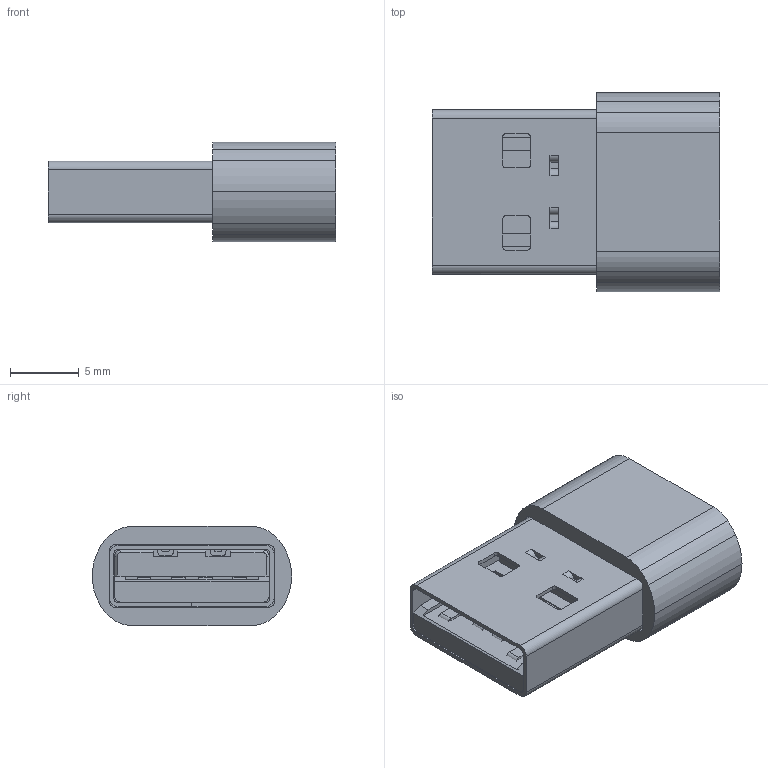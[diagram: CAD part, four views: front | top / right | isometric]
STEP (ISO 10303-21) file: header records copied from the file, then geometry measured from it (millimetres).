
FILE_DESCRIPTION (( 'STEP AP214' ), '1' );
FILE_NAME ('LU2AMCF_3D.step', '2024-10-10T21:23:33', ( '' ), ( '' ), 'SwSTEP 2.0', 'SolidWorks 2022', '' );
FILE_SCHEMA (( 'AUTOMOTIVE_DESIGN' ));
Length unit declared in the file: inch
Products named in the file (54): __MD____1_ASM^2_MD____ASM_____TYPE_CF_24P_0_8_L_6_8_ASM_ASM_164-189-U2AMCF- USB 2.0 AM TO TYPE CF转接头超短款(2)_LU2AMCF; ____2-44817^12P____-1_ASM___MD____1_ASM_2_MD____ASM_____TYPE_CF_24P_0_8_L_6_8_ASM_ASM_164-189-U2AMCF- USB 2.0 AM TO TYPE CF转接头超短款(2)_LU2AMCF; MANIFOLD_SOLID_BREP_8163_AF0^CONN_3_ASM_ASM0001_ASM_3_ASM_164-189-U2AMCF- USB 2.0 AM TO TYPE CF转接头超短款(2)_LU2AMCF; ____TYPE_CF_24P_0_8_L_6_8_ASM_ASM^164-189-U2AMCF- USB 2.0 AM TO TYPE CF转接头超短款(2)_LU2AMCF; ____10-24864^12P____-1_ASM___MD____1_ASM_2_MD____ASM_____TYPE_CF_24P_0_8_L_6_8_ASM_ASM_164-189-U2AMCF- USB 2.0 AM TO TYPE CF转接头超短款(2)_LU2AMCF; ____4-38287^12P____-1_ASM___MD____1_ASM_2_MD____ASM_____TYPE_CF_24P_0_8_L_6_8_ASM_ASM_164-189-U2AMCF- USB 2.0 AM TO TYPE CF转接头超短款(2)_LU2AMCF; ____2-22529^12P_____ASM___MD____ASM_2_MD____ASM_____TYPE_CF_24P_0_8_L_6_8_ASM_ASM_164-189-U2AMCF- USB 2.0 AM TO TYPE CF转接头超短款(2)_LU2AMCF; PCB2^164-189-U2AMCF- USB 2.0 AM TO TYPE CF转接头超短款(2)_LU2AMCF; ____11-61456^12P_____ASM___MD____ASM_2_MD____ASM_____TYPE_CF_24P_0_8_L_6_8_ASM_ASM_164-189-U2AMCF- USB 2.0 AM TO TYPE CF转接头超短款(2)_LU2AMCF; ____9-51283^12P____-1_ASM___MD____1_ASM_2_MD____ASM_____TYPE_CF_24P_0_8_L_6_8_ASM_ASM_164-189-U2AMCF- USB 2.0 AM TO TYPE CF转接头超短款(2)_LU2AMCF; WZ^164-189-U2AMCF- USB 2.0 AM TO TYPE CF转接头超短款(2)_LU2AMCF; DZ^164-189-U2AMCF- USB 2.0 AM TO TYPE CF转接头超短款(2)_LU2AMCF; MANIFOLD_SOLID_BREP_6430_AF0^CONN_3_ASM_ASM0001_ASM_3_ASM_164-189-U2AMCF- USB 2.0 AM TO TYPE CF转接头超短款(2)_LU2AMCF; LVKE3^164-189-U2AMCF- USB 2.0 AM TO TYPE CF转接头超短款(2)_LU2AMCF; ____5-9150^12P_____ASM___MD____ASM_2_MD____ASM_____TYPE_CF_24P_0_8_L_6_8_ASM_ASM_164-189-U2AMCF- USB 2.0 AM TO TYPE CF转接头超短款(2)_LU2AMCF; ____8-56843^12P_____ASM___MD____ASM_2_MD____ASM_____TYPE_CF_24P_0_8_L_6_8_ASM_ASM_164-189-U2AMCF- USB 2.0 AM TO TYPE CF转接头超短款(2)_LU2AMCF; __MD__^__MD____ASM_2_MD____ASM_____TYPE_CF_24P_0_8_L_6_8_ASM_ASM_164-189-U2AMCF- USB 2.0 AM TO TYPE CF转接头超短款(2)_LU2AMCF; ____6-30419^12P_____ASM___MD____ASM_2_MD____ASM_____TYPE_CF_24P_0_8_L_6_8_ASM_ASM_164-189-U2AMCF- USB 2.0 AM TO TYPE CF转接头超短款(2)_LU2AMCF; ZSJ^164-189-U2AMCF- USB 2.0 AM TO TYPE CF转接头超短款(2)_LU2AMCF; ____7-70275^12P____-1_ASM___MD____1_ASM_2_MD____ASM_____TYPE_CF_24P_0_8_L_6_8_ASM_ASM_164-189-U2AMCF- USB 2.0 AM TO TYPE CF转接头超短款(2)_LU2AMCF; 164-189-U2AMCF- USB 2.0 AM TO TYPE CF转接头超短款(2)^LU2AMCF; MANIFOLD_SOLID_BREP_9896_AF0^CONN_3_ASM_ASM0001_ASM_3_ASM_164-189-U2AMCF- USB 2.0 AM TO TYPE CF转接头超短款(2)_LU2AMCF; CHANG4_34_13_6^ASM0001_ASM_3_ASM_164-189-U2AMCF- USB 2.0 AM TO TYPE CF转接头超短款(2)_LU2AMCF; __MD____ASM^2_MD____ASM_____TYPE_CF_24P_0_8_L_6_8_ASM_ASM_164-189-U2AMCF- USB 2.0 AM TO TYPE CF转接头超短款(2)_LU2AMCF; ____5-3578^12P____-1_ASM___MD____1_ASM_2_MD____ASM_____TYPE_CF_24P_0_8_L_6_8_ASM_ASM_164-189-U2AMCF- USB 2.0 AM TO TYPE CF转接头超短款(2)_LU2AMCF; MANIFOLD_SOLID_BREP_11823_AF0^CONN_3_ASM_ASM0001_ASM_3_ASM_164-189-U2AMCF- USB 2.0 AM TO TYPE CF转接头超短款(2)_LU2AMCF; ____1-17948^12P____-1_ASM___MD____1_ASM_2_MD____ASM_____TYPE_CF_24P_0_8_L_6_8_ASM_ASM_164-189-U2AMCF- USB 2.0 AM TO TYPE CF转接头超短款(2)_LU2AMCF; ____12-73461^12P____-1_ASM___MD____1_ASM_2_MD____ASM_____TYPE_CF_24P_0_8_L_6_8_ASM_ASM_164-189-U2AMCF- USB 2.0 AM TO TYPE CF转接头超短款(2)_LU2AMCF; ____7-49011^12P_____ASM___MD____ASM_2_MD____ASM_____TYPE_CF_24P_0_8_L_6_8_ASM_ASM_164-189-U2AMCF- USB 2.0 AM TO TYPE CF转接头超短款(2)_LU2AMCF; LU2AMCF_3D; AMKE_11_2^ASM0001_ASM_3_ASM_164-189-U2AMCF- USB 2.0 AM TO TYPE CF转接头超短款(2)_LU2AMCF; ____2-5879^2__MOLDING_ASM_2_MD____ASM_____TYPE_CF_24P_0_8_L_6_8_ASM_ASM_164-189-U2AMCF- USB 2.0 AM TO TYPE CF转接头超短款(2)_LU2AMCF; ASM0001_ASM_3_ASM^164-189-U2AMCF- USB 2.0 AM TO TYPE CF转接头超短款(2)_LU2AMCF; ____10-37815^12P_____ASM___MD____ASM_2_MD____ASM_____TYPE_CF_24P_0_8_L_6_8_ASM_ASM_164-189-U2AMCF- USB 2.0 AM TO TYPE CF转接头超短款(2)_LU2AMCF; ____3-54038^12P_____ASM___MD____ASM_2_MD____ASM_____TYPE_CF_24P_0_8_L_6_8_ASM_ASM_164-189-U2AMCF- USB 2.0 AM TO TYPE CF转接头超短款(2)_LU2AMCF; 12P____-1_ASM^__MD____1_ASM_2_MD____ASM_____TYPE_CF_24P_0_8_L_6_8_ASM_ASM_164-189-U2AMCF- USB 2.0 AM TO TYPE CF转接头超短款(2)_LU2AMCF; __^____TYPE_CF_24P_0_8_L_6_8_ASM_ASM_164-189-U2AMCF- USB 2.0 AM TO TYPE CF转接头超短款(2)_LU2AMCF; ____6-43437^12P____-1_ASM___MD____1_ASM_2_MD____ASM_____TYPE_CF_24P_0_8_L_6_8_ASM_ASM_164-189-U2AMCF- USB 2.0 AM TO TYPE CF转接头超短款(2)_LU2AMCF; 2_MD____ASM^____TYPE_CF_24P_0_8_L_6_8_ASM_ASM_164-189-U2AMCF- USB 2.0 AM TO TYPE CF转接头超短款(2)_LU2AMCF; __MD__-1^__MD____1_ASM_2_MD____ASM_____TYPE_CF_24P_0_8_L_6_8_ASM_ASM_164-189-U2AMCF- USB 2.0 AM TO TYPE CF转接头超短款(2)_LU2AMCF ...
Assembly tree (54 placements, depth 7):
  LU2AMCF_3D
    164-189-U2AMCF- USB 2.0 AM TO TYPE CF转接头超短款(2)^LU2AMCF
      ASM0001_ASM_3_ASM^164-189-U2AMCF- USB 2.0 AM TO TYPE CF转接头超短款(2)_LU2AMCF
        CONN_3_ASM^ASM0001_ASM_3_ASM_164-189-U2AMCF- USB 2.0 AM TO TYPE CF转接头超短款(2)_LU2AMCF
          MANIFOLD_SOLID_BREP_6430_AF0^CONN_3_ASM_ASM0001_ASM_3_ASM_164-189-U2AMCF- USB 2.0 AM TO TYPE CF转接头超短款(2)_LU2AMCF
          MANIFOLD_SOLID_BREP_8163_AF0^CONN_3_ASM_ASM0001_ASM_3_ASM_164-189-U2AMCF- USB 2.0 AM TO TYPE CF转接头超短款(2)_LU2AMCF
          MANIFOLD_SOLID_BREP_9896_AF0^CONN_3_ASM_ASM0001_ASM_3_ASM_164-189-U2AMCF- USB 2.0 AM TO TYPE CF转接头超短款(2)_LU2AMCF
          MANIFOLD_SOLID_BREP_11823_AF0^CONN_3_ASM_ASM0001_ASM_3_ASM_164-189-U2AMCF- USB 2.0 AM TO TYPE CF转接头超短款(2)_LU2AMCF
        CHANG4_34_13_6^ASM0001_ASM_3_ASM_164-189-U2AMCF- USB 2.0 AM TO TYPE CF转接头超短款(2)_LU2AMCF
        AMKE_11_2^ASM0001_ASM_3_ASM_164-189-U2AMCF- USB 2.0 AM TO TYPE CF转接头超短款(2)_LU2AMCF
      ____TYPE_CF_24P_0_8_L_6_8_ASM_ASM^164-189-U2AMCF- USB 2.0 AM TO TYPE CF转接头超短款(2)_LU2AMCF
        2_MD____ASM^____TYPE_CF_24P_0_8_L_6_8_ASM_ASM_164-189-U2AMCF- USB 2.0 AM TO TYPE CF转接头超短款(2)_LU2AMCF
          __MD____ASM^2_MD____ASM_____TYPE_CF_24P_0_8_L_6_8_ASM_ASM_164-189-U2AMCF- USB 2.0 AM TO TYPE CF转接头超短款(2)_LU2AMCF
            12P_____ASM^__MD____ASM_2_MD____ASM_____TYPE_CF_24P_0_8_L_6_8_ASM_ASM_164-189-U2AMCF- USB 2.0 AM TO TYPE CF转接头超短款(2)_LU2AMCF
              ____9-3151^12P_____ASM___MD____ASM_2_MD____ASM_____TYPE_CF_24P_0_8_L_6_8_ASM_ASM_164-189-U2AMCF- USB 2.0 AM TO TYPE CF转接头超短款(2)_LU2AMCF
              ____5-9150^12P_____ASM___MD____ASM_2_MD____ASM_____TYPE_CF_24P_0_8_L_6_8_ASM_ASM_164-189-U2AMCF- USB 2.0 AM TO TYPE CF转接头超短款(2)_LU2AMCF
              ____4-17011^12P_____ASM___MD____ASM_2_MD____ASM_____TYPE_CF_24P_0_8_L_6_8_ASM_ASM_164-189-U2AMCF- USB 2.0 AM TO TYPE CF转接头超短款(2)_LU2AMCF
              ____2-22529^12P_____ASM___MD____ASM_2_MD____ASM_____TYPE_CF_24P_0_8_L_6_8_ASM_ASM_164-189-U2AMCF- USB 2.0 AM TO TYPE CF转接头超短款(2)_LU2AMCF
              ____6-30419^12P_____ASM___MD____ASM_2_MD____ASM_____TYPE_CF_24P_0_8_L_6_8_ASM_ASM_164-189-U2AMCF- USB 2.0 AM TO TYPE CF转接头超短款(2)_LU2AMCF
              ____10-37815^12P_____ASM___MD____ASM_2_MD____ASM_____TYPE_CF_24P_0_8_L_6_8_ASM_ASM_164-189-U2AMCF- USB 2.0 AM TO TYPE CF转接头超短款(2)_LU2AMCF
              ____12-38716^12P_____ASM___MD____ASM_2_MD____ASM_____TYPE_CF_24P_0_8_L_6_8_ASM_ASM_164-189-U2AMCF- USB 2.0 AM TO TYPE CF转接头超短款(2)_LU2AMCF
              ____1-46183^12P_____ASM___MD____ASM_2_MD____ASM_____TYPE_CF_24P_0_8_L_6_8_ASM_ASM_164-189-U2AMCF- USB 2.0 AM TO TYPE CF转接头超短款(2)_LU2AMCF
              ____7-49011^12P_____ASM___MD____ASM_2_MD____ASM_____TYPE_CF_24P_0_8_L_6_8_ASM_ASM_164-189-U2AMCF- USB 2.0 AM TO TYPE CF转接头超短款(2)_LU2AMCF
              ____3-54038^12P_____ASM___MD____ASM_2_MD____ASM_____TYPE_CF_24P_0_8_L_6_8_ASM_ASM_164-189-U2AMCF- USB 2.0 AM TO TYPE CF转接头超短款(2)_LU2AMCF
              ____8-56843^12P_____ASM___MD____ASM_2_MD____ASM_____TYPE_CF_24P_0_8_L_6_8_ASM_ASM_164-189-U2AMCF- USB 2.0 AM TO TYPE CF转接头超短款(2)_LU2AMCF
              ____11-61456^12P_____ASM___MD____ASM_2_MD____ASM_____TYPE_CF_24P_0_8_L_6_8_ASM_ASM_164-189-U2AMCF- USB 2.0 AM TO TYPE CF转接头超短款(2)_LU2AMCF
            __MD__^__MD____ASM_2_MD____ASM_____TYPE_CF_24P_0_8_L_6_8_ASM_ASM_164-189-U2AMCF- USB 2.0 AM TO TYPE CF转接头超短款(2)_LU2AMCF
          2__MOLDING_ASM^2_MD____ASM_____TYPE_CF_24P_0_8_L_6_8_ASM_ASM_164-189-U2AMCF- USB 2.0 AM TO TYPE CF转接头超短款(2)_LU2AMCF
            ____2-5879^2__MOLDING_ASM_2_MD____ASM_____TYPE_CF_24P_0_8_L_6_8_ASM_ASM_164-189-U2AMCF- USB 2.0 AM TO TYPE CF转接头超短款(2)_LU2AMCF
            ____1-67900^2__MOLDING_ASM_2_MD____ASM_____TYPE_CF_24P_0_8_L_6_8_ASM_ASM_164-189-U2AMCF- USB 2.0 AM TO TYPE CF转接头超短款(2)_LU2AMCF
          __MD____1_ASM^2_MD____ASM_____TYPE_CF_24P_0_8_L_6_8_ASM_ASM_164-189-U2AMCF- USB 2.0 AM TO TYPE CF转接头超短款(2)_LU2AMCF
            12P____-1_ASM^__MD____1_ASM_2_MD____ASM_____TYPE_CF_24P_0_8_L_6_8_ASM_ASM_164-189-U2AMCF- USB 2.0 AM TO TYPE CF转接头超短款(2)_LU2AMCF
              ____5-3578^12P____-1_ASM___MD____1_ASM_2_MD____ASM_____TYPE_CF_24P_0_8_L_6_8_ASM_ASM_164-189-U2AMCF- USB 2.0 AM TO TYPE CF转接头超短款(2)_LU2AMCF
              ____11-6320^12P____-1_ASM___MD____1_ASM_2_MD____ASM_____TYPE_CF_24P_0_8_L_6_8_ASM_ASM_164-189-U2AMCF- USB 2.0 AM TO TYPE CF转接头超短款(2)_LU2AMCF
              ____8-16607^12P____-1_ASM___MD____1_ASM_2_MD____ASM_____TYPE_CF_24P_0_8_L_6_8_ASM_ASM_164-189-U2AMCF- USB 2.0 AM TO TYPE CF转接头超短款(2)_LU2AMCF
              ____1-17948^12P____-1_ASM___MD____1_ASM_2_MD____ASM_____TYPE_CF_24P_0_8_L_6_8_ASM_ASM_164-189-U2AMCF- USB 2.0 AM TO TYPE CF转接头超短款(2)_LU2AMCF
              ____3-19339^12P____-1_ASM___MD____1_ASM_2_MD____ASM_____TYPE_CF_24P_0_8_L_6_8_ASM_ASM_164-189-U2AMCF- USB 2.0 AM TO TYPE CF转接头超短款(2)_LU2AMCF
              ____10-24864^12P____-1_ASM___MD____1_ASM_2_MD____ASM_____TYPE_CF_24P_0_8_L_6_8_ASM_ASM_164-189-U2AMCF- USB 2.0 AM TO TYPE CF转接头超短款(2)_LU2AMCF
              ____4-38287^12P____-1_ASM___MD____1_ASM_2_MD____ASM_____TYPE_CF_24P_0_8_L_6_8_ASM_ASM_164-189-U2AMCF- USB 2.0 AM TO TYPE CF转接头超短款(2)_LU2AMCF
              ____6-43437^12P____-1_ASM___MD____1_ASM_2_MD____ASM_____TYPE_CF_24P_0_8_L_6_8_ASM_ASM_164-189-U2AMCF- USB 2.0 AM TO TYPE CF转接头超短款(2)_LU2AMCF
              ____2-44817^12P____-1_ASM___MD____1_ASM_2_MD____ASM_____TYPE_CF_24P_0_8_L_6_8_ASM_ASM_164-189-U2AMCF- USB 2.0 AM TO TYPE CF转接头超短款(2)_LU2AMCF
              ____9-51283^12P____-1_ASM___MD____1_ASM_2_MD____ASM_____TYPE_CF_24P_0_8_L_6_8_ASM_ASM_164-189-U2AMCF- USB 2.0 AM TO TYPE CF转接头超短款(2)_LU2AMCF
              ____7-70275^12P____-1_ASM___MD____1_ASM_2_MD____ASM_____TYPE_CF_24P_0_8_L_6_8_ASM_ASM_164-189-U2AMCF- USB 2.0 AM TO TYPE CF转接头超短款(2)_LU2AMCF
              ____12-73461^12P____-1_ASM___MD____1_ASM_2_MD____ASM_____TYPE_CF_24P_0_8_L_6_8_ASM_ASM_164-189-U2AMCF- USB 2.0 AM TO TYPE CF转接头超短款(2)_LU2AMCF
            __MD__-1^__MD____1_ASM_2_MD____ASM_____TYPE_CF_24P_0_8_L_6_8_ASM_ASM_164-189-U2AMCF- USB 2.0 AM TO TYPE CF转接头超短款(2)_LU2AMCF
          ____1-51081^2_MD____ASM_____TYPE_CF_24P_0_8_L_6_8_ASM_ASM_164-189-U2AMCF- USB 2.0 AM TO TYPE CF转接头超短款(2)_LU2AMCF
        __^____TYPE_CF_24P_0_8_L_6_8_ASM_ASM_164-189-U2AMCF- USB 2.0 AM TO TYPE CF转接头超短款(2)_LU2AMCF
      PCB2^164-189-U2AMCF- USB 2.0 AM TO TYPE CF转接头超短款(2)_LU2AMCF
      LVKE3^164-189-U2AMCF- USB 2.0 AM TO TYPE CF转接头超短款(2)_LU2AMCF
      PVC^164-189-U2AMCF- USB 2.0 AM TO TYPE CF转接头超短款(2)_LU2AMCF
      DZ^164-189-U2AMCF- USB 2.0 AM TO TYPE CF转接头超短款(2)_LU2AMCF  x2
      ZSJ^164-189-U2AMCF- USB 2.0 AM TO TYPE CF转接头超短款(2)_LU2AMCF
      WZ^164-189-U2AMCF- USB 2.0 AM TO TYPE CF转接头超短款(2)_LU2AMCF
      R1^164-189-U2AMCF- USB 2.0 AM TO TYPE CF转接头超短款(2)_LU2AMCF
Bounding box: 21 x 14.54 x 7.25 mm (x, y, z)
Volume: 966.8 mm3; surface area: 3455.9 mm2
Topology: 74 solids, 77 shells, 3144 faces, 8850 edges, 5852 vertices
Faces by surface type: plane 2449, cylinder 621, cone 52, bspline 12, torus 10
Entity records: 105561 total; most frequent: CARTESIAN_POINT 22672, ORIENTED_EDGE 17656, DIRECTION 15149, EDGE_CURVE 8836, LINE 6425, VECTOR 6425, VERTEX_POINT 5844, AXIS2_PLACEMENT_3D 4362
